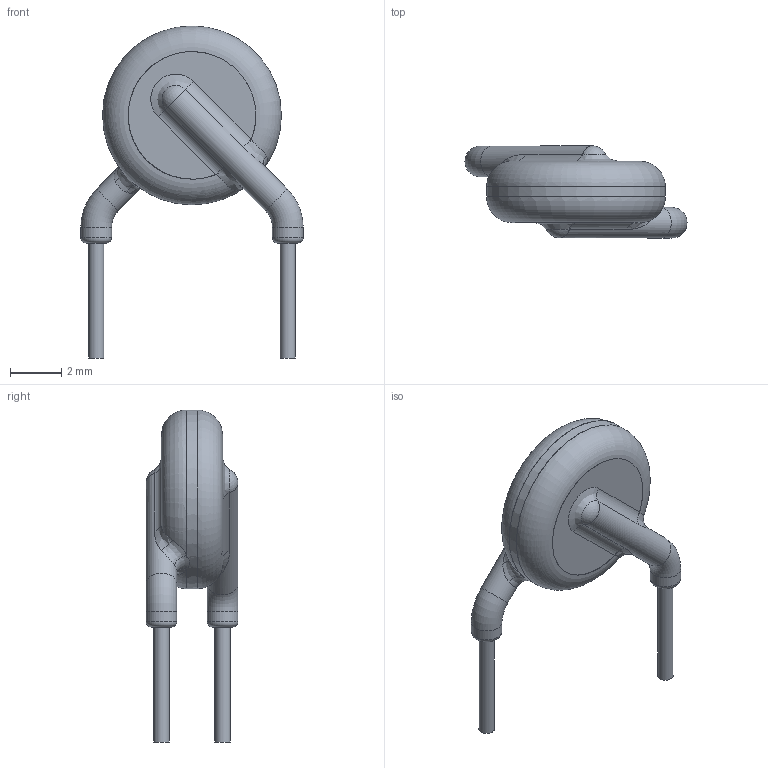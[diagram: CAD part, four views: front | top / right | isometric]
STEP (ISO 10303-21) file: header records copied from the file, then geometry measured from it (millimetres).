
FILE_DESCRIPTION(('FreeCAD Model'),'2;1');
FILE_NAME('S07XXX.stp','2019-04-08T08:50:22',('Author'),(''), 'Open CASCADE STEP processor 7.2','FreeCAD','Unknown');
FILE_SCHEMA(('AUTOMOTIVE_DESIGN { 1 0 10303 214 1 1 1 1 }'));
Length unit declared in the file: millimetre
Products named in the file (3): CASE_S07; Lead005; Lead004
Bounding box: 8.7 x 3.6 x 13 mm (x, y, z)
Volume: 195.5 mm3; surface area: 299.9 mm2
Topology: 4 solids, 4 shells, 56 faces, 116 edges, 66 vertices
Faces by surface type: cylinder 16, torus 14, plane 12, bspline 10, sphere 4
Full cylindrical faces by diameter (mm): 0.6 x2, 1.2 x8, 7 x2
Entity records: 4885 total; most frequent: CARTESIAN_POINT 2652, DIRECTION 377, ORIENTED_EDGE 228, PCURVE 228, DEFINITIONAL_REPRESENTATION 228, LINE 144, VECTOR 144, EDGE_CURVE 114
